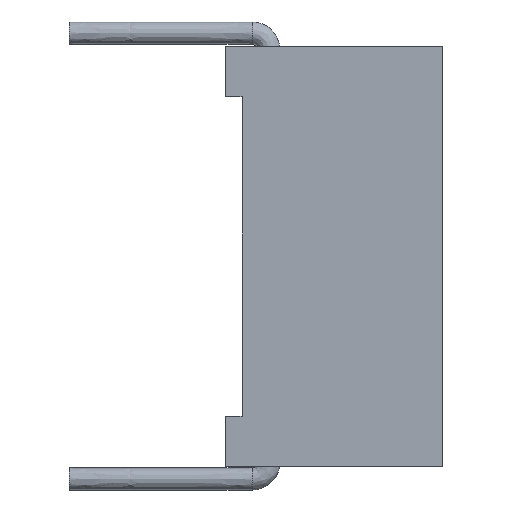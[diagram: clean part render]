
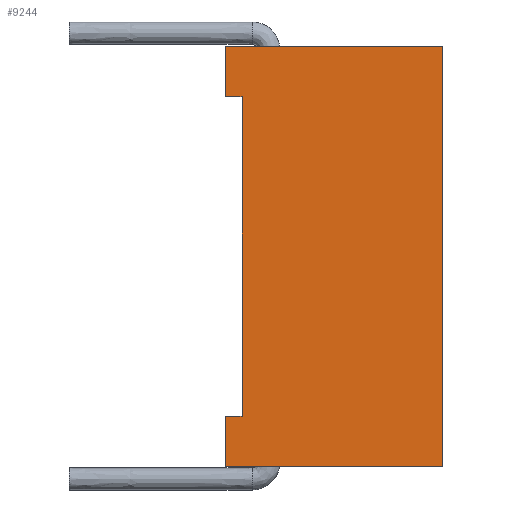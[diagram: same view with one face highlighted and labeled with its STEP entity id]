
A CAD part, left-side view. The second image highlights one B-rep face of the part: STEP entity #9244.
In plain terms, the highlighted free-form (B-spline) face has degree [1, 1] with [2, 2] control points.
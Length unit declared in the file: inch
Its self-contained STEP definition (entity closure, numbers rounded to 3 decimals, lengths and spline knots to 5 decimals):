
#260=DIRECTION('',(1.,0.,0.));
#261=VECTOR('',#260,0.377);
#262=CARTESIAN_POINT('',(-0.155,-0.1885,0.));
#263=LINE('',#262,#261);
#2247=DIRECTION('',(1.,0.,0.));
#2248=VECTOR('',#2247,0.045);
#2249=CARTESIAN_POINT('',(-0.155,-0.1885,0.195));
#2250=LINE('',#2249,#2248);
#2282=DIRECTION('',(1.,0.,0.));
#2283=VECTOR('',#2282,0.045);
#2284=CARTESIAN_POINT('',(0.177,-0.1885,0.195));
#2285=LINE('',#2284,#2283);
#2338=DIRECTION('',(0.,0.,1.));
#2339=VECTOR('',#2338,0.195);
#2340=CARTESIAN_POINT('',(0.222,-0.1885,0.));
#2341=LINE('',#2340,#2339);
#3894=DIRECTION('',(1.,0.,0.));
#3895=VECTOR('',#3894,0.287);
#3896=CARTESIAN_POINT('',(-0.11,-0.1885,0.18));
#3897=LINE('',#3896,#3895);
#3901=DIRECTION('',(0.,0.,-1.));
#3902=VECTOR('',#3901,0.015);
#3903=CARTESIAN_POINT('',(0.177,-0.1885,0.195));
#3904=LINE('',#3903,#3902);
#3908=DIRECTION('',(0.,0.,1.));
#3909=VECTOR('',#3908,0.195);
#3910=CARTESIAN_POINT('',(-0.155,-0.1885,0.));
#3911=LINE('',#3910,#3909);
#3915=DIRECTION('',(0.,0.,-1.));
#3916=VECTOR('',#3915,0.015);
#3917=CARTESIAN_POINT('',(-0.11,-0.1885,0.195));
#3918=LINE('',#3917,#3916);
#4071=CARTESIAN_POINT('',(-0.155,-0.1885,0.));
#4073=VERTEX_POINT('',#4071);
#4074=CARTESIAN_POINT('',(0.222,-0.1885,0.));
#4075=VERTEX_POINT('',#4074);
#4080=CARTESIAN_POINT('',(-0.155,-0.1885,0.195));
#4081=VERTEX_POINT('',#4080);
#4082=CARTESIAN_POINT('',(0.222,-0.1885,0.195));
#4083=VERTEX_POINT('',#4082);
#4096=CARTESIAN_POINT('',(-0.11,-0.1885,0.195));
#4097=VERTEX_POINT('',#4096);
#4098=CARTESIAN_POINT('',(0.177,-0.1885,0.195));
#4100=VERTEX_POINT('',#4098);
#4110=CARTESIAN_POINT('',(-0.11,-0.1885,0.18));
#4111=CARTESIAN_POINT('',(0.177,-0.1885,0.18));
#4112=VERTEX_POINT('',#4110);
#4113=VERTEX_POINT('',#4111);
#9228=CARTESIAN_POINT('',(-0.16254,-0.1885,-0.0039));
#9229=CARTESIAN_POINT('',(-0.16254,-0.1885,0.1989));
#9230=CARTESIAN_POINT('',(0.22954,-0.1885,-0.0039));
#9231=CARTESIAN_POINT('',(0.22954,-0.1885,0.1989));
#9232=B_SPLINE_SURFACE_WITH_KNOTS('',1,1,((#9228,#9229),(#9230,#9231)),
.UNSPECIFIED.,.F.,.F.,.F.,(2,2),(2,2),(-0.00754,0.38454),(-0.0039,0.1989),
.UNSPECIFIED.);
#9233=ORIENTED_EDGE('',*,*,#7137,.T.);
#9234=ORIENTED_EDGE('',*,*,#9221,.F.);
#9235=ORIENTED_EDGE('',*,*,#7237,.T.);
#9236=ORIENTED_EDGE('',*,*,#7298,.F.);
#9237=ORIENTED_EDGE('',*,*,#4855,.F.);
#9238=ORIENTED_EDGE('',*,*,#7335,.T.);
#9239=ORIENTED_EDGE('',*,*,#7219,.T.);
#9241=ORIENTED_EDGE('',*,*,#9240,.T.);
#9242=EDGE_LOOP('',(#9233,#9234,#9235,#9236,#9237,#9238,#9239,#9241));
#9243=FACE_OUTER_BOUND('',#9242,.F.);
#9244=ADVANCED_FACE('',(#9243),#9232,.T.);
#4855=EDGE_CURVE('',#4073,#4075,#263,.T.);
#7137=EDGE_CURVE('',#4112,#4113,#3897,.T.);
#7219=EDGE_CURVE('',#4081,#4097,#2250,.T.);
#7237=EDGE_CURVE('',#4100,#4083,#2285,.T.);
#7298=EDGE_CURVE('',#4075,#4083,#2341,.T.);
#7335=EDGE_CURVE('',#4073,#4081,#3911,.T.);
#9221=EDGE_CURVE('',#4100,#4113,#3904,.T.);
#9240=EDGE_CURVE('',#4097,#4112,#3918,.T.);
